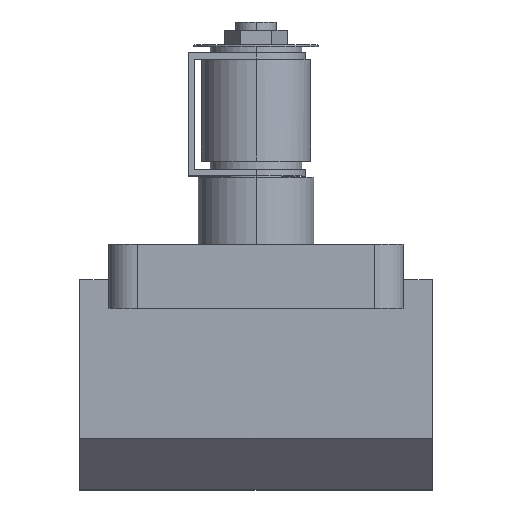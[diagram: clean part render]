
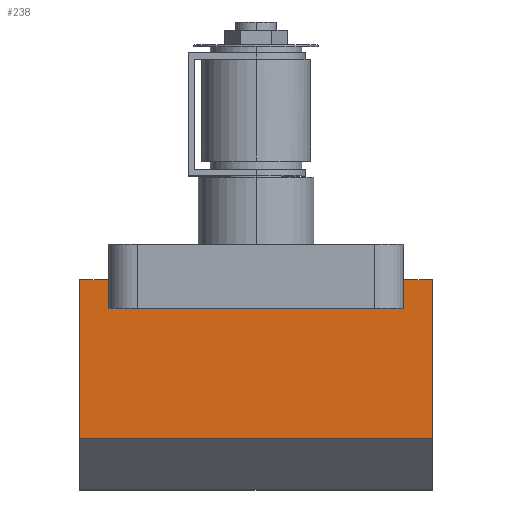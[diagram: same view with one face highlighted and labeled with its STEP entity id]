
A CAD part, top view. The second image highlights one B-rep face of the part: STEP entity #238.
In plain terms, the highlighted planar face has unit normal (0, 0, 1).
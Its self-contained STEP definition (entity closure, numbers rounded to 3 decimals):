
#19 = ORIENTED_EDGE ( 'NONE', *, *, #1789, .F. ) ;
#40 = CARTESIAN_POINT ( 'NONE',  ( 46., -33.8, 27.5 ) ) ;
#79 = ORIENTED_EDGE ( 'NONE', *, *, #2075, .T. ) ;
#149 = CARTESIAN_POINT ( 'NONE',  ( 55., -24.8, 27.5 ) ) ;
#176 = DIRECTION ( 'NONE',  ( 1., 0., 0. ) ) ;
#182 = EDGE_LOOP ( 'NONE', ( #2192, #548, #926, #19, #571, #79, #891, #707 ) ) ;
#219 = VECTOR ( 'NONE', #1952, 1000. ) ;
#232 = CARTESIAN_POINT ( 'NONE',  ( -46., -24.8, 27.5 ) ) ;
#238 = ADVANCED_FACE ( 'NONE', ( #328 ), #316, .F. ) ;
#316 = PLANE ( 'NONE',  #1717 ) ;
#328 = FACE_OUTER_BOUND ( 'NONE', #182, .T. ) ;
#377 = DIRECTION ( 'NONE',  ( -1., 0., 0. ) ) ;
#428 = LINE ( 'NONE', #1098, #2120 ) ;
#447 = LINE ( 'NONE', #1668, #590 ) ;
#467 = CARTESIAN_POINT ( 'NONE',  ( 55., -24.8, 27.5 ) ) ;
#500 = LINE ( 'NONE', #1861, #669 ) ;
#548 = ORIENTED_EDGE ( 'NONE', *, *, #570, .T. ) ;
#550 = VERTEX_POINT ( 'NONE', #232 ) ;
#570 = EDGE_CURVE ( 'NONE', #550, #651, #1580, .T. ) ;
#571 = ORIENTED_EDGE ( 'NONE', *, *, #1608, .F. ) ;
#574 = CARTESIAN_POINT ( 'NONE',  ( 55., -74.3, 27.5 ) ) ;
#590 = VECTOR ( 'NONE', #1154, 1000. ) ;
#603 = VERTEX_POINT ( 'NONE', #1768 ) ;
#651 = VERTEX_POINT ( 'NONE', #1633 ) ;
#669 = VECTOR ( 'NONE', #1873, 1000. ) ;
#707 = ORIENTED_EDGE ( 'NONE', *, *, #842, .F. ) ;
#748 = CARTESIAN_POINT ( 'NONE',  ( 55., -24.8, 27.5 ) ) ;
#842 = EDGE_CURVE ( 'NONE', #1536, #1432, #2043, .T. ) ;
#890 = VECTOR ( 'NONE', #176, 1000. ) ;
#891 = ORIENTED_EDGE ( 'NONE', *, *, #1185, .F. ) ;
#895 = LINE ( 'NONE', #574, #1878 ) ;
#926 = ORIENTED_EDGE ( 'NONE', *, *, #1794, .T. ) ;
#1050 = DIRECTION ( 'NONE',  ( 0., -1., 0. ) ) ;
#1098 = CARTESIAN_POINT ( 'NONE',  ( 46., -33.8, 27.5 ) ) ;
#1126 = LINE ( 'NONE', #467, #1837 ) ;
#1154 = DIRECTION ( 'NONE',  ( -1., 0., 0. ) ) ;
#1185 = EDGE_CURVE ( 'NONE', #1432, #603, #428, .T. ) ;
#1242 = VERTEX_POINT ( 'NONE', #1853 ) ;
#1254 = CARTESIAN_POINT ( 'NONE',  ( 55., -24.8, 27.5 ) ) ;
#1263 = VECTOR ( 'NONE', #1050, 1000. ) ;
#1351 = DIRECTION ( 'NONE',  ( 0., 0., -1. ) ) ;
#1414 = VERTEX_POINT ( 'NONE', #748 ) ;
#1432 = VERTEX_POINT ( 'NONE', #40 ) ;
#1472 = CARTESIAN_POINT ( 'NONE',  ( -46., -33.8, 27.5 ) ) ;
#1497 = CARTESIAN_POINT ( 'NONE',  ( 46., -33.8, 27.5 ) ) ;
#1536 = VERTEX_POINT ( 'NONE', #1472 ) ;
#1580 = LINE ( 'NONE', #1254, #219 ) ;
#1606 = CARTESIAN_POINT ( 'NONE',  ( -55., -74.3, 27.5 ) ) ;
#1608 = EDGE_CURVE ( 'NONE', #1414, #1242, #1126, .T. ) ;
#1633 = CARTESIAN_POINT ( 'NONE',  ( -55., -24.8, 27.5 ) ) ;
#1668 = CARTESIAN_POINT ( 'NONE',  ( 55., -24.8, 27.5 ) ) ;
#1717 = AXIS2_PLACEMENT_3D ( 'NONE', #149, #1351, #2038 ) ;
#1741 = EDGE_CURVE ( 'NONE', #550, #1536, #500, .T. ) ;
#1768 = CARTESIAN_POINT ( 'NONE',  ( 46., -24.8, 27.5 ) ) ;
#1784 = DIRECTION ( 'NONE',  ( 0., 1., 0. ) ) ;
#1789 = EDGE_CURVE ( 'NONE', #1242, #2025, #895, .T. ) ;
#1794 = EDGE_CURVE ( 'NONE', #651, #2025, #1937, .T. ) ;
#1837 = VECTOR ( 'NONE', #2126, 1000. ) ;
#1853 = CARTESIAN_POINT ( 'NONE',  ( 55., -74.3, 27.5 ) ) ;
#1861 = CARTESIAN_POINT ( 'NONE',  ( -46., -33.8, 27.5 ) ) ;
#1873 = DIRECTION ( 'NONE',  ( 0., -1., 0. ) ) ;
#1878 = VECTOR ( 'NONE', #377, 1000. ) ;
#1917 = CARTESIAN_POINT ( 'NONE',  ( -55., -24.8, 27.5 ) ) ;
#1937 = LINE ( 'NONE', #1917, #1263 ) ;
#1952 = DIRECTION ( 'NONE',  ( -1., 0., 0. ) ) ;
#2025 = VERTEX_POINT ( 'NONE', #1606 ) ;
#2038 = DIRECTION ( 'NONE',  ( 0., 1., 0. ) ) ;
#2043 = LINE ( 'NONE', #1497, #890 ) ;
#2075 = EDGE_CURVE ( 'NONE', #1414, #603, #447, .T. ) ;
#2120 = VECTOR ( 'NONE', #1784, 1000. ) ;
#2126 = DIRECTION ( 'NONE',  ( 0., -1., 0. ) ) ;
#2192 = ORIENTED_EDGE ( 'NONE', *, *, #1741, .F. ) ;
